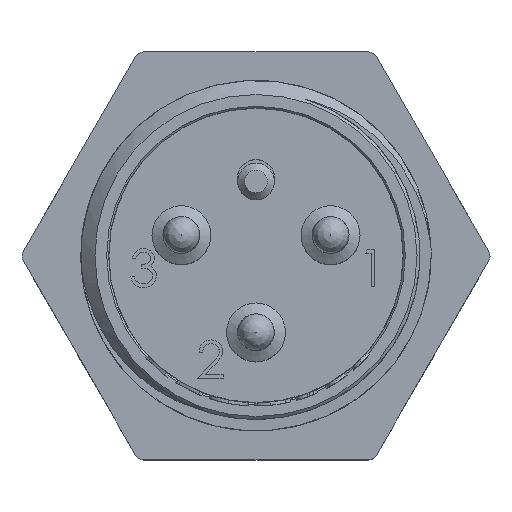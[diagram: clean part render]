
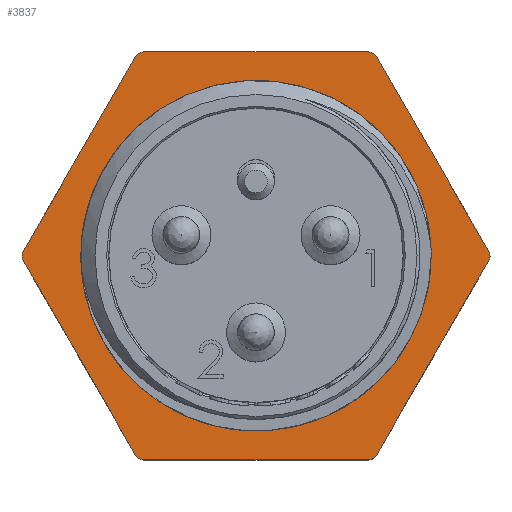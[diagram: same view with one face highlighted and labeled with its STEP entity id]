
A CAD part, top view. The second image highlights one B-rep face of the part: STEP entity #3837.
In plain terms, the highlighted planar face has unit normal (0, 0, 1).
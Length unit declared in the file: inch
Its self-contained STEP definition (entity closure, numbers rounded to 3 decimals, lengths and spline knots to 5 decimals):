
#130=LINE($,#5765,#334);
#132=LINE($,#5769,#336);
#135=LINE($,#5775,#339);
#138=LINE($,#5781,#342);
#141=LINE($,#5787,#345);
#143=LINE($,#5792,#347);
#334=VECTOR($,#4641,0.47689);
#336=VECTOR($,#4645,0.47689);
#339=VECTOR($,#4650,0.47689);
#342=VECTOR($,#4655,0.47689);
#345=VECTOR($,#4660,0.47689);
#347=VECTOR($,#4664,0.47689);
#740=PLANE($,#4183);
#909=FACE_BOUND($,#1341,.T.);
#1025=FACE_OUTER_BOUND($,#1340,.T.);
#1340=EDGE_LOOP($,(#2847,#2848,#2849,#2850,#2851,#2852,#2853,#2854,#2855,
#2856,#2857,#2858));
#1341=EDGE_LOOP($,(#2859));
#1576=CIRCLE($,#4069,0.02);
#1598=CIRCLE($,#4102,0.3645);
#1631=CIRCLE($,#4184,0.02);
#1632=CIRCLE($,#4185,0.02);
#1633=CIRCLE($,#4186,0.02);
#1634=CIRCLE($,#4187,0.02);
#1635=CIRCLE($,#4188,0.02);
#1723=VERTEX_POINT($,#5290);
#1724=VERTEX_POINT($,#5292);
#1746=VERTEX_POINT($,#5348);
#1813=VERTEX_POINT($,#5764);
#1814=VERTEX_POINT($,#5768);
#1815=VERTEX_POINT($,#5772);
#1816=VERTEX_POINT($,#5774);
#1817=VERTEX_POINT($,#5778);
#1818=VERTEX_POINT($,#5780);
#1819=VERTEX_POINT($,#5784);
#1820=VERTEX_POINT($,#5786);
#1821=VERTEX_POINT($,#5790);
#1822=VERTEX_POINT($,#5791);
#2122=EDGE_CURVE($,#1724,#1723,#1576,.T.);
#2145=EDGE_CURVE($,#1746,#1746,#1598,.T.);
#2217=EDGE_CURVE($,#1723,#1813,#130,.T.);
#2219=EDGE_CURVE($,#1814,#1724,#132,.T.);
#2222=EDGE_CURVE($,#1816,#1815,#135,.T.);
#2225=EDGE_CURVE($,#1818,#1817,#138,.T.);
#2228=EDGE_CURVE($,#1820,#1819,#141,.T.);
#2230=EDGE_CURVE($,#1821,#1822,#143,.T.);
#2233=EDGE_CURVE($,#1813,#1821,#1631,.T.);
#2234=EDGE_CURVE($,#1822,#1820,#1632,.T.);
#2235=EDGE_CURVE($,#1819,#1818,#1633,.T.);
#2236=EDGE_CURVE($,#1817,#1816,#1634,.T.);
#2237=EDGE_CURVE($,#1815,#1814,#1635,.T.);
#2847=ORIENTED_EDGE($,*,*,#2219,.T.);
#2848=ORIENTED_EDGE($,*,*,#2122,.T.);
#2849=ORIENTED_EDGE($,*,*,#2217,.T.);
#2850=ORIENTED_EDGE($,*,*,#2233,.T.);
#2851=ORIENTED_EDGE($,*,*,#2230,.T.);
#2852=ORIENTED_EDGE($,*,*,#2234,.T.);
#2853=ORIENTED_EDGE($,*,*,#2228,.T.);
#2854=ORIENTED_EDGE($,*,*,#2235,.T.);
#2855=ORIENTED_EDGE($,*,*,#2225,.T.);
#2856=ORIENTED_EDGE($,*,*,#2236,.T.);
#2857=ORIENTED_EDGE($,*,*,#2222,.T.);
#2858=ORIENTED_EDGE($,*,*,#2237,.T.);
#2859=ORIENTED_EDGE($,*,*,#2145,.T.);
#3837=ADVANCED_FACE($,(#1025,#909),#740,.T.);
#4069=AXIS2_PLACEMENT_3D($,#5293,#4432,#4433);
#4102=AXIS2_PLACEMENT_3D($,#5349,#4499,#4500);
#4183=AXIS2_PLACEMENT_3D($,#5802,#4681,#4682);
#4184=AXIS2_PLACEMENT_3D($,#5803,#4683,#4684);
#4185=AXIS2_PLACEMENT_3D($,#5804,#4685,#4686);
#4186=AXIS2_PLACEMENT_3D($,#5805,#4687,#4688);
#4187=AXIS2_PLACEMENT_3D($,#5806,#4689,#4690);
#4188=AXIS2_PLACEMENT_3D($,#5807,#4691,#4692);
#4432=DIRECTION('center_axis',(0.,0.,1.));
#4433=DIRECTION('ref_axis',(1.,0.,0.));
#4499=DIRECTION('center_axis',(0.,0.,-1.));
#4500=DIRECTION('ref_axis',(1.,0.,0.));
#4641=DIRECTION($,(-0.5,0.866,0.));
#4645=DIRECTION($,(0.5,0.866,0.));
#4650=DIRECTION($,(1.,0.,0.));
#4655=DIRECTION($,(0.5,-0.866,0.));
#4660=DIRECTION($,(-0.5,-0.866,0.));
#4664=DIRECTION($,(-1.,0.,0.));
#4681=DIRECTION('center_axis',(0.,0.,1.));
#4682=DIRECTION('ref_axis',(1.,0.,0.));
#4683=DIRECTION('center_axis',(0.,0.,1.));
#4684=DIRECTION('ref_axis',(1.,0.,0.));
#4685=DIRECTION('center_axis',(0.,0.,1.));
#4686=DIRECTION('ref_axis',(1.,0.,0.));
#4687=DIRECTION('center_axis',(0.,0.,1.));
#4688=DIRECTION('ref_axis',(1.,0.,0.));
#4689=DIRECTION('center_axis',(0.,0.,1.));
#4690=DIRECTION('ref_axis',(1.,0.,0.));
#4691=DIRECTION('center_axis',(0.,0.,1.));
#4692=DIRECTION('ref_axis',(1.,0.,0.));
#5290=CARTESIAN_POINT('',(0.49421,0.01,-0.40469));
#5292=CARTESIAN_POINT('',(0.49421,-0.01,-0.40469));
#5293=CARTESIAN_POINT('Origin',(0.47689,0.,
-0.40469));
#5348=CARTESIAN_POINT('',(0.3645,0.,-0.40469));
#5349=CARTESIAN_POINT('Origin',(0.,0.,
-0.40469));
#5764=CARTESIAN_POINT('',(0.25577,0.423,-0.40469));
#5765=CARTESIAN_POINT($,(0.49999,0.,-0.40469));
#5768=CARTESIAN_POINT('',(0.25577,-0.423,-0.40469));
#5769=CARTESIAN_POINT($,(0.24999,-0.433,-0.40469));
#5772=CARTESIAN_POINT('',(0.23845,-0.433,-0.40469));
#5774=CARTESIAN_POINT('',(-0.23845,-0.433,-0.40469));
#5775=CARTESIAN_POINT($,(-0.24999,-0.433,-0.40469));
#5778=CARTESIAN_POINT('',(-0.25577,-0.423,-0.40469));
#5780=CARTESIAN_POINT('',(-0.49421,-0.01,-0.40469));
#5781=CARTESIAN_POINT($,(-0.49999,0.,-0.40469));
#5784=CARTESIAN_POINT('',(-0.49421,0.01,-0.40469));
#5786=CARTESIAN_POINT('',(-0.25577,0.423,-0.40469));
#5787=CARTESIAN_POINT($,(-0.24999,0.433,-0.40469));
#5790=CARTESIAN_POINT('',(0.23845,0.433,-0.40469));
#5791=CARTESIAN_POINT('',(-0.23845,0.433,-0.40469));
#5792=CARTESIAN_POINT($,(0.24999,0.433,-0.40469));
#5802=CARTESIAN_POINT('Origin',(0.,0.,-0.40469));
#5803=CARTESIAN_POINT('Origin',(0.23845,0.413,-0.40469));
#5804=CARTESIAN_POINT('Origin',(-0.23845,0.413,-0.40469));
#5805=CARTESIAN_POINT('Origin',(-0.47689,0.,
-0.40469));
#5806=CARTESIAN_POINT('Origin',(-0.23845,-0.413,-0.40469));
#5807=CARTESIAN_POINT('Origin',(0.23845,-0.413,-0.40469));
